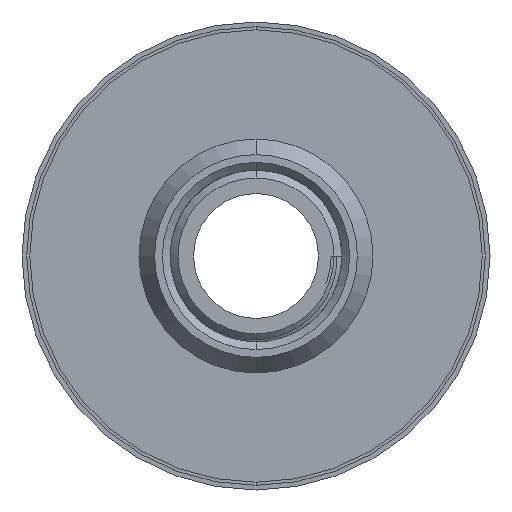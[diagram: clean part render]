
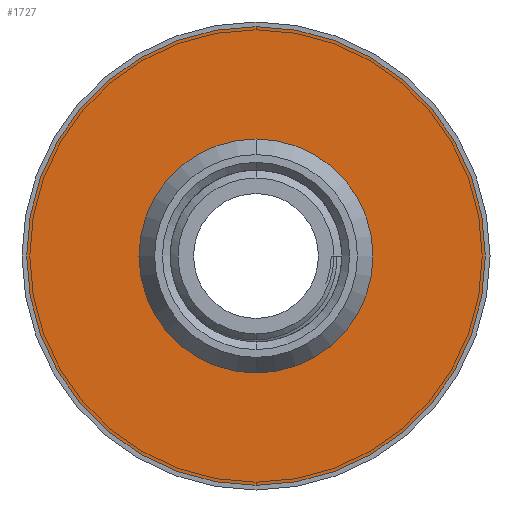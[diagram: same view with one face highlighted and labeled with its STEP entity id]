
A CAD part, front view. The second image highlights one B-rep face of the part: STEP entity #1727.
In plain terms, the highlighted planar face has unit normal (0, -1, 0).
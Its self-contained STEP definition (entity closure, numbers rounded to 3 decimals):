
#26 = DIRECTION ( 'NONE',  ( 0., 1., 0. ) ) ;
#37 = AXIS2_PLACEMENT_3D ( 'NONE', #2248, #3284, #4287 ) ;
#39 = DIRECTION ( 'NONE',  ( 0., 0., 1. ) ) ;
#71 = PLANE ( 'NONE',  #2713 ) ;
#243 = EDGE_CURVE ( 'NONE', #446, #2966, #1907, .T. ) ;
#250 = CIRCLE ( 'NONE', #1288, 15. ) ;
#446 = VERTEX_POINT ( 'NONE', #2057 ) ;
#511 = CARTESIAN_POINT ( 'NONE',  ( 0., 14.4, 0. ) ) ;
#679 = EDGE_CURVE ( 'NONE', #2966, #446, #3895, .T. ) ;
#848 = CARTESIAN_POINT ( 'NONE',  ( 0., 14.4, 15. ) ) ;
#873 = VERTEX_POINT ( 'NONE', #848 ) ;
#1027 = CARTESIAN_POINT ( 'NONE',  ( 0., 14.4, 0. ) ) ;
#1145 = DIRECTION ( 'NONE',  ( 0., 1., 0. ) ) ;
#1260 = ORIENTED_EDGE ( 'NONE', *, *, #2234, .F. ) ;
#1288 = AXIS2_PLACEMENT_3D ( 'NONE', #511, #1840, #3831 ) ;
#1350 = ORIENTED_EDGE ( 'NONE', *, *, #679, .F. ) ;
#1418 = FACE_BOUND ( 'NONE', #1875, .T. ) ;
#1727 = ADVANCED_FACE ( 'NONE', ( #1418, #3717 ), #71, .F. ) ;
#1814 = CARTESIAN_POINT ( 'NONE',  ( 0., 14.4, 0. ) ) ;
#1840 = DIRECTION ( 'NONE',  ( 0., -1., 0. ) ) ;
#1875 = EDGE_LOOP ( 'NONE', ( #1260, #2991 ) ) ;
#1907 = CIRCLE ( 'NONE', #37, 29.4 ) ;
#2057 = CARTESIAN_POINT ( 'NONE',  ( 0., 14.4, -29.4 ) ) ;
#2234 = EDGE_CURVE ( 'NONE', #873, #2340, #3974, .T. ) ;
#2240 = AXIS2_PLACEMENT_3D ( 'NONE', #2341, #3662, #39 ) ;
#2248 = CARTESIAN_POINT ( 'NONE',  ( 0., 14.4, 0. ) ) ;
#2340 = VERTEX_POINT ( 'NONE', #2841 ) ;
#2341 = CARTESIAN_POINT ( 'NONE',  ( 0., 14.4, 0. ) ) ;
#2485 = DIRECTION ( 'NONE',  ( 0., 0., 1. ) ) ;
#2713 = AXIS2_PLACEMENT_3D ( 'NONE', #1027, #26, #2737 ) ;
#2737 = DIRECTION ( 'NONE',  ( 0., 0., 1. ) ) ;
#2762 = CARTESIAN_POINT ( 'NONE',  ( 0., 14.4, 29.4 ) ) ;
#2841 = CARTESIAN_POINT ( 'NONE',  ( 0., 14.4, -15. ) ) ;
#2966 = VERTEX_POINT ( 'NONE', #2762 ) ;
#2991 = ORIENTED_EDGE ( 'NONE', *, *, #3446, .F. ) ;
#3104 = ORIENTED_EDGE ( 'NONE', *, *, #243, .F. ) ;
#3284 = DIRECTION ( 'NONE',  ( 0., 1., 0. ) ) ;
#3371 = AXIS2_PLACEMENT_3D ( 'NONE', #1814, #1145, #2485 ) ;
#3446 = EDGE_CURVE ( 'NONE', #2340, #873, #250, .T. ) ;
#3662 = DIRECTION ( 'NONE',  ( 0., -1., 0. ) ) ;
#3717 = FACE_OUTER_BOUND ( 'NONE', #3975, .T. ) ;
#3831 = DIRECTION ( 'NONE',  ( 0., 0., 1. ) ) ;
#3895 = CIRCLE ( 'NONE', #3371, 29.4 ) ;
#3974 = CIRCLE ( 'NONE', #2240, 15. ) ;
#3975 = EDGE_LOOP ( 'NONE', ( #3104, #1350 ) ) ;
#4287 = DIRECTION ( 'NONE',  ( 0., 0., 1. ) ) ;
